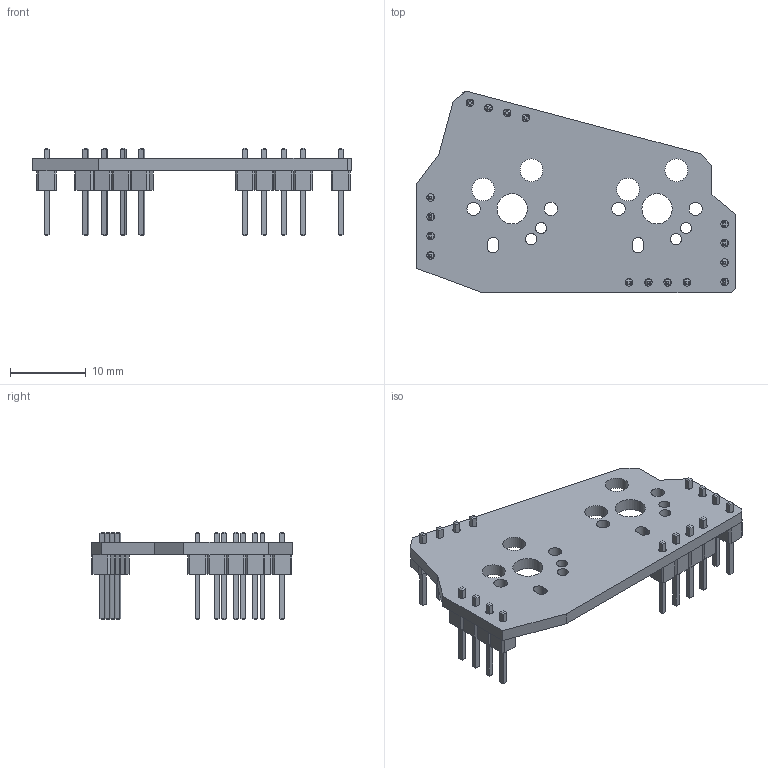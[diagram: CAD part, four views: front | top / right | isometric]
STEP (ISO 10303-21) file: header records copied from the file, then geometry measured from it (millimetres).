
FILE_DESCRIPTION(('KiCad electronic assembly'),'2;1');
FILE_NAME('ThumbsUpL3.step','2023-06-21T20:19:16',('An Author'),( 'A Company'),'Open CASCADE STEP processor 6.9', 'KiCad to STEP converter','Unknown');
FILE_SCHEMA(('AUTOMOTIVE_DESIGN { 1 0 10303 214 1 1 1 1 }'));
Length unit declared in the file: millimetre
Products named in the file (4): Open CASCADE STEP translator 6.9 1; PinHeader_1x04_P2.54mm_Vertical; SOLID; COMPOUND
Assembly tree (6 placements, depth 3):
  Open CASCADE STEP translator 6.9 1
    PinHeader_1x04_P2.54mm_Vertical  x4
      SOLID
    COMPOUND
Bounding box: 41.93 x 26.57 x 11.54 mm (x, y, z)
Volume: 1570.7 mm3; surface area: 2852.2 mm2
Topology: 5 solids, 5 shells, 452 faces, 1102 edges, 692 vertices
Faces by surface type: plane 414, cylinder 38
Full cylindrical faces by diameter (mm): 1 x16, 1.47 x4, 1.75 x4, 3 x4, 3.988 x2
Entity records: 10732 total; most frequent: CARTESIAN_POINT 2035, DIRECTION 1474, LINE 1004, VECTOR 1004, ORIENTED_EDGE 776, PCURVE 776, DEFINITIONAL_REPRESENTATION 776, EDGE_CURVE 388
